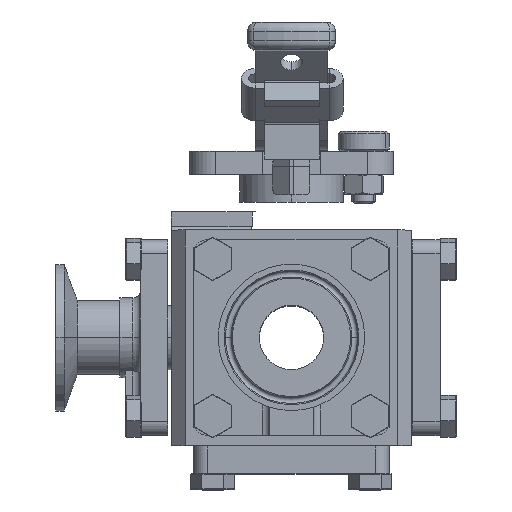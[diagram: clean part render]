
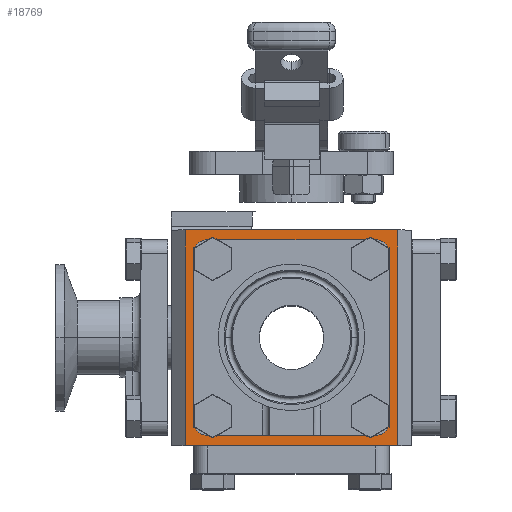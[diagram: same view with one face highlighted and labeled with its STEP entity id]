
A CAD part, top view. The second image highlights one B-rep face of the part: STEP entity #18769.
In plain terms, the highlighted planar face has unit normal (0, 0, 1).
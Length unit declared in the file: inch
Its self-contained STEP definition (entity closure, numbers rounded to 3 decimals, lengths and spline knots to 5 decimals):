
#103 = LINE ( 'NONE', #28384, #9738 ) ;
#381 = VERTEX_POINT ( 'NONE', #16904 ) ;
#478 = DIRECTION ( 'NONE',  ( 1., 0., 0. ) ) ;
#567 = CIRCLE ( 'NONE', #2527, 0.49213 ) ;
#706 = CARTESIAN_POINT ( 'NONE',  ( 1.0625, 1.0625, 1.62402 ) ) ;
#733 = CARTESIAN_POINT ( 'NONE',  ( -1.43652, 1.454, 1.62402 ) ) ;
#840 = CARTESIAN_POINT ( 'NONE',  ( 0.9247, 1.0625, 1.62402 ) ) ;
#875 = ORIENTED_EDGE ( 'NONE', *, *, #26587, .F. ) ;
#949 = VECTOR ( 'NONE', #4753, 39.37008 ) ;
#1014 = DIRECTION ( 'NONE',  ( 1., 0., 0. ) ) ;
#1295 = ORIENTED_EDGE ( 'NONE', *, *, #12365, .F. ) ;
#1410 = CARTESIAN_POINT ( 'NONE',  ( -0.49213, 0., 1.62402 ) ) ;
#1522 = AXIS2_PLACEMENT_3D ( 'NONE', #27033, #24428, #5973 ) ;
#1845 = DIRECTION ( 'NONE',  ( 0., 0., 1. ) ) ;
#2153 = DIRECTION ( 'NONE',  ( 0., 0., 1. ) ) ;
#2527 = AXIS2_PLACEMENT_3D ( 'NONE', #17878, #15998, #8758 ) ;
#2562 = CIRCLE ( 'NONE', #8473, 0.1378 ) ;
#2576 = LINE ( 'NONE', #11514, #10146 ) ;
#2633 = ORIENTED_EDGE ( 'NONE', *, *, #29788, .F. ) ;
#3068 = AXIS2_PLACEMENT_3D ( 'NONE', #706, #3330, #29433 ) ;
#3105 = CARTESIAN_POINT ( 'NONE',  ( -1.0625, -1.0625, 1.62402 ) ) ;
#3330 = DIRECTION ( 'NONE',  ( 0., 0., 1. ) ) ;
#3428 = EDGE_CURVE ( 'NONE', #14528, #15495, #103, .T. ) ;
#3877 = CARTESIAN_POINT ( 'NONE',  ( 1.43652, -1.454, 1.62402 ) ) ;
#4001 = LINE ( 'NONE', #29359, #25398 ) ;
#4078 = CIRCLE ( 'NONE', #24701, 0.1378 ) ;
#4302 = CARTESIAN_POINT ( 'NONE',  ( -1.0625, 1.0625, 1.62402 ) ) ;
#4605 = DIRECTION ( 'NONE',  ( 1., 0., 0. ) ) ;
#4753 = DIRECTION ( 'NONE',  ( 0., -1., 0. ) ) ;
#4794 = CARTESIAN_POINT ( 'NONE',  ( 0., 0., 1.62402 ) ) ;
#5193 = CIRCLE ( 'NONE', #26312, 0.1378 ) ;
#5671 = FACE_BOUND ( 'NONE', #10709, .T. ) ;
#5835 = EDGE_CURVE ( 'NONE', #14691, #27671, #4001, .T. ) ;
#5858 = AXIS2_PLACEMENT_3D ( 'NONE', #4302, #2153, #4605 ) ;
#5973 = DIRECTION ( 'NONE',  ( -1., 0., 0. ) ) ;
#6364 = DIRECTION ( 'NONE',  ( 0., 0., 1. ) ) ;
#7366 = EDGE_LOOP ( 'NONE', ( #27383, #15587 ) ) ;
#7538 = DIRECTION ( 'NONE',  ( 1., 0., 0. ) ) ;
#7765 = EDGE_CURVE ( 'NONE', #8397, #13811, #29053, .T. ) ;
#8283 = PLANE ( 'NONE',  #1522 ) ;
#8397 = VERTEX_POINT ( 'NONE', #840 ) ;
#8473 = AXIS2_PLACEMENT_3D ( 'NONE', #29974, #1845, #13081 ) ;
#8758 = DIRECTION ( 'NONE',  ( 1., 0., 0. ) ) ;
#9401 = CIRCLE ( 'NONE', #23093, 0.1378 ) ;
#9454 = ORIENTED_EDGE ( 'NONE', *, *, #5835, .T. ) ;
#9738 = VECTOR ( 'NONE', #19185, 39.37008 ) ;
#10000 = FACE_BOUND ( 'NONE', #7366, .T. ) ;
#10146 = VECTOR ( 'NONE', #21169, 39.37008 ) ;
#10260 = CARTESIAN_POINT ( 'NONE',  ( -1.0625, 1.0625, 1.62402 ) ) ;
#10709 = EDGE_LOOP ( 'NONE', ( #20633, #29538 ) ) ;
#11105 = CARTESIAN_POINT ( 'NONE',  ( -1.43652, 1.454, 1.62402 ) ) ;
#11514 = CARTESIAN_POINT ( 'NONE',  ( 1.43652, 1.454, 1.62402 ) ) ;
#11617 = ORIENTED_EDGE ( 'NONE', *, *, #29842, .T. ) ;
#12275 = ORIENTED_EDGE ( 'NONE', *, *, #20108, .F. ) ;
#12365 = EDGE_CURVE ( 'NONE', #27790, #18028, #5193, .T. ) ;
#12609 = EDGE_CURVE ( 'NONE', #14528, #14691, #2576, .T. ) ;
#12629 = CARTESIAN_POINT ( 'NONE',  ( 0.49213, 0., 1.62402 ) ) ;
#12878 = DIRECTION ( 'NONE',  ( 1., 0., 0. ) ) ;
#13081 = DIRECTION ( 'NONE',  ( 1., 0., 0. ) ) ;
#13502 = EDGE_LOOP ( 'NONE', ( #2633, #875 ) ) ;
#13687 = DIRECTION ( 'NONE',  ( -1., 0., 0. ) ) ;
#13811 = VERTEX_POINT ( 'NONE', #29119 ) ;
#13882 = AXIS2_PLACEMENT_3D ( 'NONE', #10260, #17656, #12878 ) ;
#14187 = DIRECTION ( 'NONE',  ( 0., 0., 1. ) ) ;
#14528 = VERTEX_POINT ( 'NONE', #3877 ) ;
#14691 = VERTEX_POINT ( 'NONE', #14937 ) ;
#14738 = EDGE_LOOP ( 'NONE', ( #9454, #11617, #15268, #21459 ) ) ;
#14937 = CARTESIAN_POINT ( 'NONE',  ( 1.43652, 1.454, 1.62402 ) ) ;
#14955 = CARTESIAN_POINT ( 'NONE',  ( -1.2003, -1.0625, 1.62402 ) ) ;
#15268 = ORIENTED_EDGE ( 'NONE', *, *, #3428, .F. ) ;
#15495 = VERTEX_POINT ( 'NONE', #20302 ) ;
#15587 = ORIENTED_EDGE ( 'NONE', *, *, #7765, .F. ) ;
#15815 = DIRECTION ( 'NONE',  ( 1., 0., 0. ) ) ;
#15876 = VERTEX_POINT ( 'NONE', #20050 ) ;
#15980 = VERTEX_POINT ( 'NONE', #12629 ) ;
#15998 = DIRECTION ( 'NONE',  ( 0., 0., 1. ) ) ;
#16904 = CARTESIAN_POINT ( 'NONE',  ( -0.9247, 1.0625, 1.62402 ) ) ;
#17393 = FACE_BOUND ( 'NONE', #19471, .T. ) ;
#17656 = DIRECTION ( 'NONE',  ( 0., 0., 1. ) ) ;
#17745 = EDGE_CURVE ( 'NONE', #28217, #23282, #9401, .T. ) ;
#17878 = CARTESIAN_POINT ( 'NONE',  ( 0., 0., 1.62402 ) ) ;
#18028 = VERTEX_POINT ( 'NONE', #30083 ) ;
#18056 = DIRECTION ( 'NONE',  ( 1., 0., 0. ) ) ;
#18769 = ADVANCED_FACE ( 'NONE', ( #10000, #26420, #5671, #22097, #17393, #19521 ), #8283, .F. ) ;
#19185 = DIRECTION ( 'NONE',  ( -1., 0., 0. ) ) ;
#19460 = EDGE_CURVE ( 'NONE', #13811, #8397, #2562, .T. ) ;
#19471 = EDGE_LOOP ( 'NONE', ( #12275, #20070 ) ) ;
#19521 = FACE_OUTER_BOUND ( 'NONE', #14738, .T. ) ;
#19991 = EDGE_CURVE ( 'NONE', #29426, #15980, #24980, .T. ) ;
#20050 = CARTESIAN_POINT ( 'NONE',  ( -1.2003, 1.0625, 1.62402 ) ) ;
#20070 = ORIENTED_EDGE ( 'NONE', *, *, #19991, .F. ) ;
#20108 = EDGE_CURVE ( 'NONE', #15980, #29426, #567, .T. ) ;
#20302 = CARTESIAN_POINT ( 'NONE',  ( -1.43652, -1.454, 1.62402 ) ) ;
#20597 = CIRCLE ( 'NONE', #5858, 0.1378 ) ;
#20633 = ORIENTED_EDGE ( 'NONE', *, *, #17745, .F. ) ;
#20648 = CARTESIAN_POINT ( 'NONE',  ( 1.0625, -1.0625, 1.62402 ) ) ;
#20756 = CIRCLE ( 'NONE', #13882, 0.1378 ) ;
#20895 = CARTESIAN_POINT ( 'NONE',  ( -1.0625, -1.0625, 1.62402 ) ) ;
#21169 = DIRECTION ( 'NONE',  ( 0., 1., 0. ) ) ;
#21459 = ORIENTED_EDGE ( 'NONE', *, *, #12609, .T. ) ;
#21530 = CARTESIAN_POINT ( 'NONE',  ( 0.9247, -1.0625, 1.62402 ) ) ;
#21850 = EDGE_CURVE ( 'NONE', #23282, #28217, #4078, .T. ) ;
#22068 = CARTESIAN_POINT ( 'NONE',  ( 1.0625, -1.0625, 1.62402 ) ) ;
#22097 = FACE_BOUND ( 'NONE', #24698, .T. ) ;
#23093 = AXIS2_PLACEMENT_3D ( 'NONE', #20895, #25195, #15815 ) ;
#23282 = VERTEX_POINT ( 'NONE', #14955 ) ;
#23759 = ORIENTED_EDGE ( 'NONE', *, *, #28057, .F. ) ;
#24428 = DIRECTION ( 'NONE',  ( 0., 0., -1. ) ) ;
#24698 = EDGE_LOOP ( 'NONE', ( #23759, #1295 ) ) ;
#24701 = AXIS2_PLACEMENT_3D ( 'NONE', #3105, #28759, #7538 ) ;
#24747 = CIRCLE ( 'NONE', #29651, 0.1378 ) ;
#24980 = CIRCLE ( 'NONE', #28897, 0.49213 ) ;
#25195 = DIRECTION ( 'NONE',  ( 0., 0., 1. ) ) ;
#25398 = VECTOR ( 'NONE', #13687, 39.37008 ) ;
#25880 = CARTESIAN_POINT ( 'NONE',  ( -0.9247, -1.0625, 1.62402 ) ) ;
#26312 = AXIS2_PLACEMENT_3D ( 'NONE', #20648, #30019, #18056 ) ;
#26402 = LINE ( 'NONE', #733, #949 ) ;
#26420 = FACE_BOUND ( 'NONE', #13502, .T. ) ;
#26587 = EDGE_CURVE ( 'NONE', #15876, #381, #20756, .T. ) ;
#27033 = CARTESIAN_POINT ( 'NONE',  ( 1.62402, 1.454, 1.62402 ) ) ;
#27383 = ORIENTED_EDGE ( 'NONE', *, *, #19460, .F. ) ;
#27671 = VERTEX_POINT ( 'NONE', #11105 ) ;
#27790 = VERTEX_POINT ( 'NONE', #21530 ) ;
#28057 = EDGE_CURVE ( 'NONE', #18028, #27790, #24747, .T. ) ;
#28217 = VERTEX_POINT ( 'NONE', #25880 ) ;
#28384 = CARTESIAN_POINT ( 'NONE',  ( 1.62402, -1.454, 1.62402 ) ) ;
#28759 = DIRECTION ( 'NONE',  ( 0., 0., 1. ) ) ;
#28897 = AXIS2_PLACEMENT_3D ( 'NONE', #4794, #14187, #478 ) ;
#29053 = CIRCLE ( 'NONE', #3068, 0.1378 ) ;
#29119 = CARTESIAN_POINT ( 'NONE',  ( 1.2003, 1.0625, 1.62402 ) ) ;
#29359 = CARTESIAN_POINT ( 'NONE',  ( 1.62402, 1.454, 1.62402 ) ) ;
#29426 = VERTEX_POINT ( 'NONE', #1410 ) ;
#29433 = DIRECTION ( 'NONE',  ( 1., 0., 0. ) ) ;
#29538 = ORIENTED_EDGE ( 'NONE', *, *, #21850, .F. ) ;
#29651 = AXIS2_PLACEMENT_3D ( 'NONE', #22068, #6364, #1014 ) ;
#29788 = EDGE_CURVE ( 'NONE', #381, #15876, #20597, .T. ) ;
#29842 = EDGE_CURVE ( 'NONE', #27671, #15495, #26402, .T. ) ;
#29974 = CARTESIAN_POINT ( 'NONE',  ( 1.0625, 1.0625, 1.62402 ) ) ;
#30019 = DIRECTION ( 'NONE',  ( 0., 0., 1. ) ) ;
#30083 = CARTESIAN_POINT ( 'NONE',  ( 1.2003, -1.0625, 1.62402 ) ) ;
